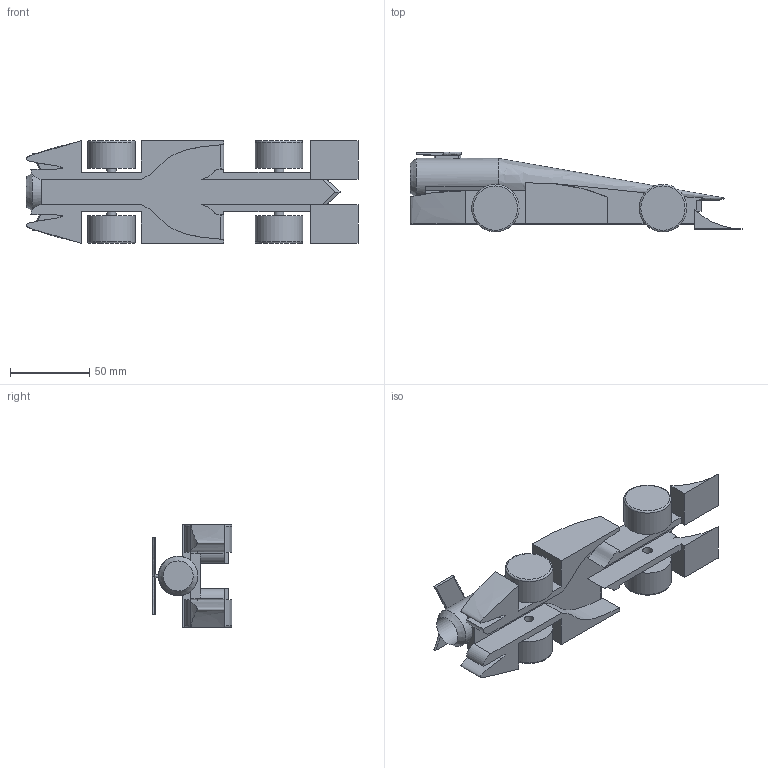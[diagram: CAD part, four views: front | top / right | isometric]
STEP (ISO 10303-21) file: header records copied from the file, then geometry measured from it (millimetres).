
FILE_DESCRIPTION(/* description */ (''),/* implementation_level */ '2;1');
FILE_NAME(/* name */ 'P8 [re-3].step',/* time_stamp */ '2024-03-28T16:08:37+04:00',/* author */ (''),/* organization */ (''),/* preprocessor_version */ 'ST-DEVELOPER v20',/* originating_system */ 'Autodesk Translation Framework v12.20.1.177',/* authorisation */ '');
FILE_SCHEMA (('AUTOMOTIVE_DESIGN { 1 0 10303 214 3 1 1 }'));
Length unit declared in the file: millimetre
Products named in the file (2): (Unsaved); F1 Wheel [P7-2] v1
Assembly tree (4 placements, depth 2):
  (Unsaved)
    F1 Wheel [P7-2] v1  x4
Bounding box: 210 x 50.5 x 65 mm (x, y, z)
Volume: 179024.9 mm3; surface area: 59231.7 mm2
Topology: 5 solids, 5 shells, 128 faces, 315 edges, 198 vertices
Faces by surface type: plane 75, cylinder 26, bspline 22, torus 4, cone 1
Full cylindrical faces by diameter (mm): 6 x8, 19 x1, 25 x1, 30 x4
Entity records: 4348 total; most frequent: CARTESIAN_POINT 1688, ORIENTED_EDGE 578, DIRECTION 476, EDGE_CURVE 289, LINE 188, VECTOR 188, VERTEX_POINT 183, AXIS2_PLACEMENT_3D 144
